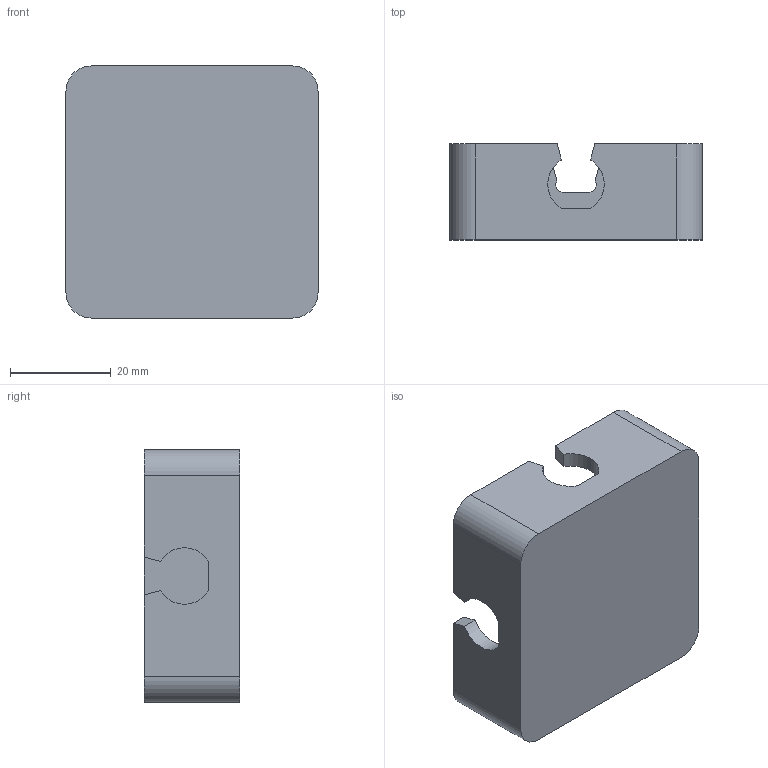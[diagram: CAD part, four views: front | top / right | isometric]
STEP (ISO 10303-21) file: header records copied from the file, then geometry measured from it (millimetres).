
FILE_DESCRIPTION (( 'STEP AP203' ), '1' );
FILE_NAME ('splitter-bottom.STEP', '2025-06-26T18:26:14', ( '' ), ( '' ), 'SwSTEP 2.0', 'SolidWorks 2017', '' );
FILE_SCHEMA (( 'CONFIG_CONTROL_DESIGN' ));
Length unit declared in the file: millimetre
Products named in the file (1): splitter-bottom
Bounding box: 50 x 19 x 50 mm (x, y, z)
Volume: 15866.8 mm3; surface area: 11626.1 mm2
Topology: 1 solids, 1 shells, 65 faces, 189 edges, 126 vertices
Faces by surface type: cylinder 35, plane 30
Entity records: 2250 total; most frequent: DIRECTION 391, CARTESIAN_POINT 381, ORIENTED_EDGE 378, EDGE_CURVE 189, AXIS2_PLACEMENT_3D 136, VERTEX_POINT 126, VECTOR 119, LINE 119
